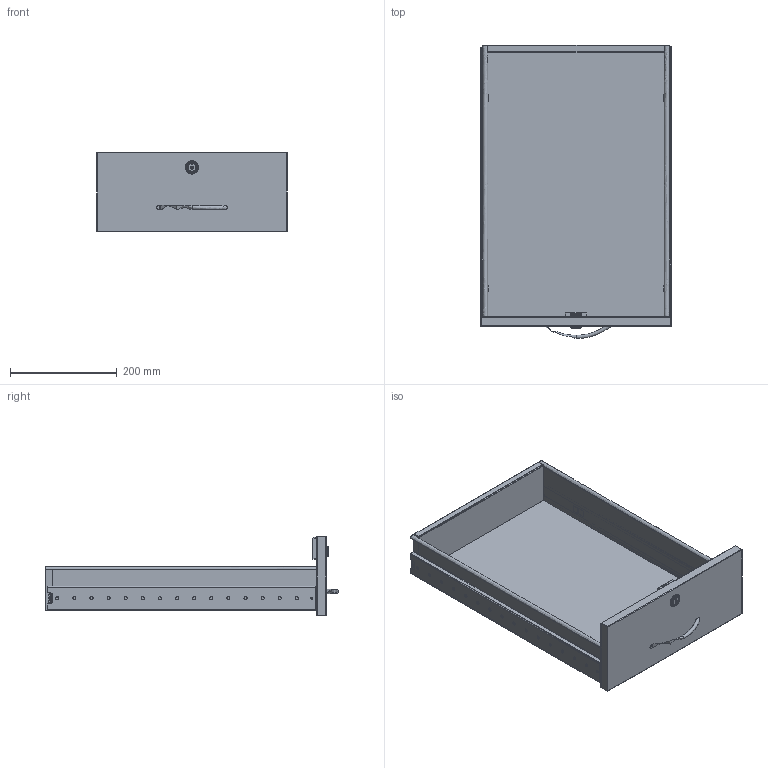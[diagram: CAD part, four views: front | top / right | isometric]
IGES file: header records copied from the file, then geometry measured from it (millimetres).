
Global section: file name: 740002M; native system: Autodesk Inventor 2021; preprocessor: unknown; author: Mrówczyńska,,; organization: 11; date: 20221010.070255; units: millimetre
Bounding box: 357 x 547.8 x 148 mm (x, y, z)
Volume: 1373307 mm3; surface area: 1051064.2 mm2
Topology: 15 solids, 15 shells, 539 faces, 1513 edges, 986 vertices
Faces by surface type: bspline 539
